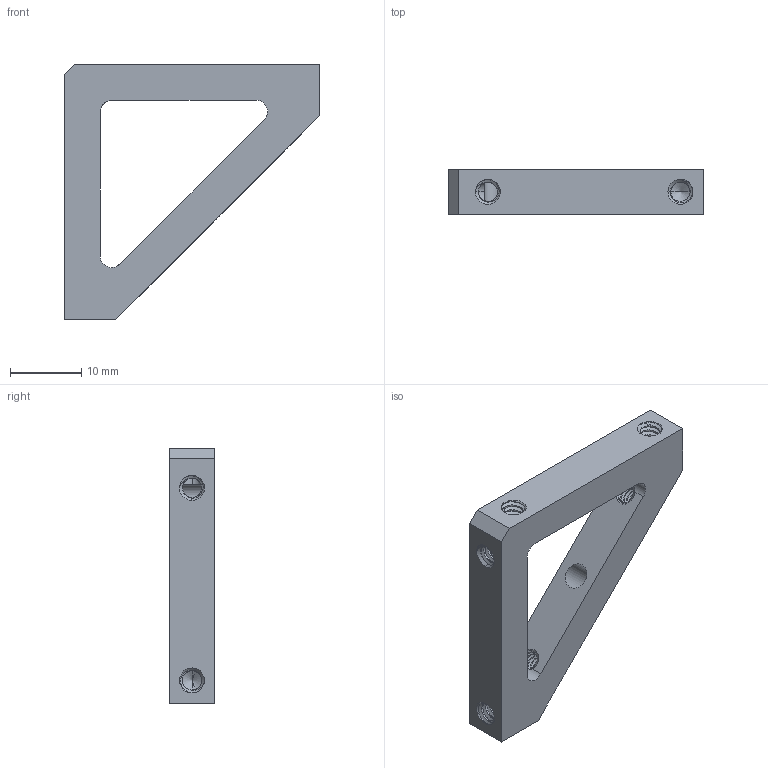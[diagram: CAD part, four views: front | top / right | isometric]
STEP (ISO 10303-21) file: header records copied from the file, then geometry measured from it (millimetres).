
FILE_DESCRIPTION (( 'STEP AP203' ), '1' );
FILE_NAME ('585532.STEP', '2017-07-05T18:45:31', ( '' ), ( '' ), 'SwSTEP 2.0', 'SolidWorks 2016', '' );
FILE_SCHEMA (( 'CONFIG_CONTROL_DESIGN' ));
Length unit declared in the file: inch
Products named in the file (1): 585532
Bounding box: 35.81 x 6.35 x 35.81 mm (x, y, z)
Volume: 3207.9 mm3; surface area: 2823.9 mm2
Topology: 1 solids, 1 shells, 212 faces, 622 edges, 406 vertices
Faces by surface type: cylinder 159, cone 29, bspline 13, plane 11
Entity records: 14644 total; most frequent: CARTESIAN_POINT 9908, ORIENTED_EDGE 1236, DIRECTION 744, EDGE_CURVE 618, VERTEX_POINT 406, AXIS2_PLACEMENT_3D 273, EDGE_LOOP 222, FACE_OUTER_BOUND 212
